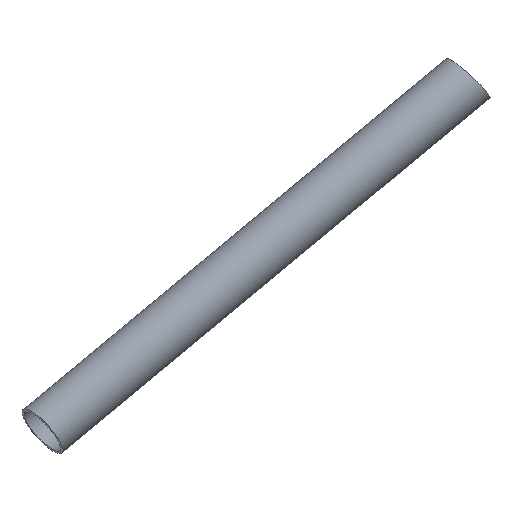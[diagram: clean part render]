
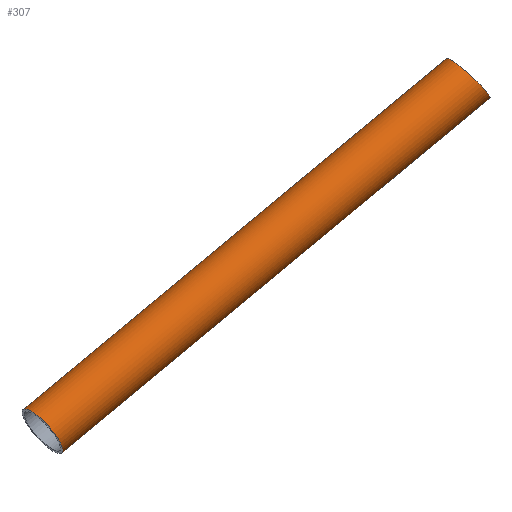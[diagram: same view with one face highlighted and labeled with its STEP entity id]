
A CAD part, front view. The second image highlights one B-rep face of the part: STEP entity #307.
In plain terms, the highlighted cylindrical face has radius 14 mm (diameter 28 mm), a partial arc.
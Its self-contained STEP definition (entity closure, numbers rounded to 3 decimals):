
#185=CARTESIAN_POINT('Line Origine',(-2011.174,-181.692,375.858)) ;
#189=CARTESIAN_POINT('Vertex',(-2113.674,-201.692,290.858)) ;
#191=CARTESIAN_POINT('Vertex',(-2113.916,-201.74,290.658)) ;
#194=CARTESIAN_POINT('Line Origine',(-2011.174,-181.692,375.858)) ;
#198=CARTESIAN_POINT('Vertex',(-1910.231,-161.996,459.567)) ;
#217=CARTESIAN_POINT('Vertex',(-1889.769,-158.004,440.433)) ;
#220=CARTESIAN_POINT('Line Origine',(-1993.826,-178.308,354.142)) ;
#224=CARTESIAN_POINT('Vertex',(-1891.326,-158.308,439.142)) ;
#227=CARTESIAN_POINT('Line Origine',(-1993.826,-178.308,354.142)) ;
#231=CARTESIAN_POINT('Vertex',(-2096.084,-198.26,269.342)) ;
#260=CARTESIAN_POINT('Axis2P3D Location',(378709.827,74105.332,316077.661)) ;
#266=CARTESIAN_POINT('Control Point',(-1889.769,-158.004,440.433)) ;
#267=CARTESIAN_POINT('Control Point',(-1889.322,-160.269,440.437)) ;
#268=CARTESIAN_POINT('Control Point',(-1889.224,-162.602,440.766)) ;
#269=CARTESIAN_POINT('Control Point',(-1889.5,-164.872,441.42)) ;
#270=CARTESIAN_POINT('Control Point',(-1890.835,-169.26,443.407)) ;
#271=CARTESIAN_POINT('Control Point',(-1893.514,-172.313,446.365)) ;
#272=CARTESIAN_POINT('Control Point',(-1895.229,-173.417,448.106)) ;
#273=CARTESIAN_POINT('Control Point',(-1898.91,-174.431,451.601)) ;
#274=CARTESIAN_POINT('Control Point',(-1902.749,-173.236,454.842)) ;
#275=CARTESIAN_POINT('Control Point',(-1904.545,-172.13,456.261)) ;
#276=CARTESIAN_POINT('Control Point',(-1907.11,-169.622,458.121)) ;
#277=CARTESIAN_POINT('Control Point',(-1908.945,-166.249,459.169)) ;
#278=CARTESIAN_POINT('Control Point',(-1909.513,-164.882,459.436)) ;
#279=CARTESIAN_POINT('Control Point',(-1909.944,-163.454,459.569)) ;
#280=CARTESIAN_POINT('Control Point',(-1910.231,-161.996,459.567)) ;
#283=CARTESIAN_POINT('Control Point',(-2113.916,-201.74,290.658)) ;
#284=CARTESIAN_POINT('Control Point',(-2113.205,-204.092,290.859)) ;
#285=CARTESIAN_POINT('Control Point',(-2112.154,-206.377,290.654)) ;
#286=CARTESIAN_POINT('Control Point',(-2110.809,-208.448,290.03)) ;
#287=CARTESIAN_POINT('Control Point',(-2107.719,-211.865,288.033)) ;
#288=CARTESIAN_POINT('Control Point',(-2104.223,-213.554,284.853)) ;
#289=CARTESIAN_POINT('Control Point',(-2102.484,-213.882,283.056)) ;
#290=CARTESIAN_POINT('Control Point',(-2099.25,-213.463,279.279)) ;
#291=CARTESIAN_POINT('Control Point',(-2096.855,-211.078,275.608)) ;
#292=CARTESIAN_POINT('Control Point',(-2095.96,-209.441,273.92)) ;
#293=CARTESIAN_POINT('Control Point',(-2095.092,-206.264,271.615)) ;
#294=CARTESIAN_POINT('Control Point',(-2095.176,-202.581,270.154)) ;
#295=CARTESIAN_POINT('Control Point',(-2095.347,-201.137,269.736)) ;
#296=CARTESIAN_POINT('Control Point',(-2095.653,-199.686,269.464)) ;
#297=CARTESIAN_POINT('Control Point',(-2096.084,-198.26,269.342)) ;
#186=DIRECTION('Vector Direction',(-0.761,-0.149,-0.631)) ;
#195=DIRECTION('Vector Direction',(-0.761,-0.149,-0.631)) ;
#221=DIRECTION('Vector Direction',(-0.761,-0.149,-0.631)) ;
#228=DIRECTION('Vector Direction',(-0.761,-0.149,-0.631)) ;
#261=DIRECTION('Axis2P3D Direction',(-0.761,-0.149,-0.631)) ;
#262=DIRECTION('Axis2P3D XDirection',(0.62,0.121,-0.776)) ;
#263=AXIS2_PLACEMENT_3D('Cylinder Axis2P3D',#260,#261,#262) ;
#300=ORIENTED_EDGE('',*,*,#233,.F.) ;
#301=ORIENTED_EDGE('',*,*,#226,.T.) ;
#302=ORIENTED_EDGE('',*,*,#281,.T.) ;
#303=ORIENTED_EDGE('',*,*,#200,.T.) ;
#304=ORIENTED_EDGE('',*,*,#193,.T.) ;
#305=ORIENTED_EDGE('',*,*,#298,.T.) ;
#187=VECTOR('Line Direction',#186,1.) ;
#196=VECTOR('Line Direction',#195,1.) ;
#222=VECTOR('Line Direction',#221,1.) ;
#229=VECTOR('Line Direction',#228,1.) ;
#307=ADVANCED_FACE('Corps principal',(#306),#264,.T.) ;
#265=B_SPLINE_CURVE_WITH_KNOTS('',5,(#266,#267,#268,#269,#270,#271,#272,#273,#274,#275,#276,#277,#278,#279,#280),.UNSPECIFIED.,.F.,.U.,(6,3,3,3,6),(0.,16.326,34.627,52.029,62.53),.UNSPECIFIED.) ;
#282=B_SPLINE_CURVE_WITH_KNOTS('',5,(#283,#284,#285,#286,#287,#288,#289,#290,#291,#292,#293,#294,#295,#296,#297),.UNSPECIFIED.,.F.,.U.,(6,3,3,3,6),(0.,17.438,34.687,51.902,62.471),.UNSPECIFIED.) ;
#264=CYLINDRICAL_SURFACE('generated cylinder',#263,14.) ;
#193=EDGE_CURVE('',#190,#192,#188,.T.) ;
#200=EDGE_CURVE('',#199,#190,#197,.T.) ;
#226=EDGE_CURVE('',#225,#218,#223,.F.) ;
#233=EDGE_CURVE('',#225,#232,#230,.T.) ;
#281=EDGE_CURVE('',#218,#199,#265,.T.) ;
#298=EDGE_CURVE('',#192,#232,#282,.T.) ;
#299=EDGE_LOOP('',(#300,#301,#302,#303,#304,#305)) ;
#306=FACE_OUTER_BOUND('',#299,.T.) ;
#188=LINE('Line',#185,#187) ;
#197=LINE('Line',#194,#196) ;
#223=LINE('Line',#220,#222) ;
#230=LINE('Line',#227,#229) ;
#190=VERTEX_POINT('',#189) ;
#192=VERTEX_POINT('',#191) ;
#199=VERTEX_POINT('',#198) ;
#218=VERTEX_POINT('',#217) ;
#225=VERTEX_POINT('',#224) ;
#232=VERTEX_POINT('',#231) ;
